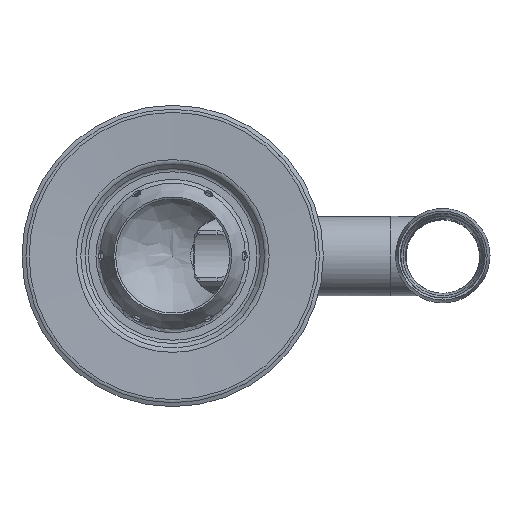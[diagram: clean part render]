
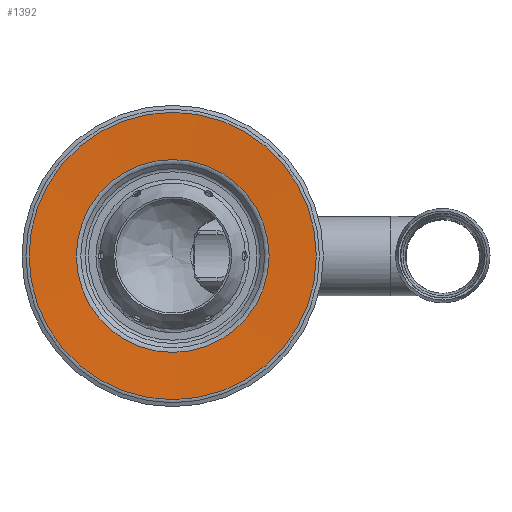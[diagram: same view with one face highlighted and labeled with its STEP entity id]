
A CAD part, top view. The second image highlights one B-rep face of the part: STEP entity #1392.
In plain terms, the highlighted conical face has half-angle 87.638 degrees and reference radius 800.04 mm.
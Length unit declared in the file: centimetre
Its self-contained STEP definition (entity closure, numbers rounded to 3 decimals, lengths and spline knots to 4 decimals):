
#48=CONICAL_SURFACE('',#1528,80.004,1.53);
#105=CIRCLE('',#1525,95.7534);
#107=CIRCLE('',#1527,95.7534);
#108=CIRCLE('',#1529,64.2547);
#109=CIRCLE('',#1530,64.2547);
#261=LINE('',#3332,#311);
#311=VECTOR('',#1838,80.004);
#379=FACE_OUTER_BOUND('',#453,.T.);
#453=EDGE_LOOP('',(#1139,#1140,#1141,#1142,#1143,#1144));
#601=VERTEX_POINT('',#3325);
#602=VERTEX_POINT('',#3326);
#603=VERTEX_POINT('',#3331);
#604=VERTEX_POINT('',#3333);
#789=EDGE_CURVE('',#601,#602,#105,.T.);
#791=EDGE_CURVE('',#602,#601,#107,.T.);
#792=EDGE_CURVE('',#602,#603,#261,.T.);
#793=EDGE_CURVE('',#604,#603,#108,.T.);
#794=EDGE_CURVE('',#603,#604,#109,.T.);
#1139=ORIENTED_EDGE('',*,*,#789,.T.);
#1140=ORIENTED_EDGE('',*,*,#792,.T.);
#1141=ORIENTED_EDGE('',*,*,#793,.F.);
#1142=ORIENTED_EDGE('',*,*,#794,.F.);
#1143=ORIENTED_EDGE('',*,*,#792,.F.);
#1144=ORIENTED_EDGE('',*,*,#791,.T.);
#1392=ADVANCED_FACE('',(#379),#48,.F.);
#1525=AXIS2_PLACEMENT_3D('',#3327,#1830,#1831);
#1527=AXIS2_PLACEMENT_3D('',#3329,#1834,#1835);
#1528=AXIS2_PLACEMENT_3D('',#3330,#1836,#1837);
#1529=AXIS2_PLACEMENT_3D('',#3334,#1839,#1840);
#1530=AXIS2_PLACEMENT_3D('',#3335,#1841,#1842);
#1830=DIRECTION('center_axis',(0.,0.,1.));
#1831=DIRECTION('ref_axis',(1.,0.,0.));
#1834=DIRECTION('center_axis',(0.,0.,1.));
#1835=DIRECTION('ref_axis',(1.,0.,0.));
#1836=DIRECTION('center_axis',(0.,0.,1.));
#1837=DIRECTION('ref_axis',(-1.,0.,0.));
#1838=DIRECTION('',(-0.999,0.,-0.041));
#1839=DIRECTION('center_axis',(0.,0.,1.));
#1840=DIRECTION('ref_axis',(1.,0.,0.));
#1841=DIRECTION('center_axis',(0.,0.,1.));
#1842=DIRECTION('ref_axis',(1.,0.,0.));
#3325=CARTESIAN_POINT('',(-485.7894,391.5341,112.297));
#3326=CARTESIAN_POINT('',(-390.036,295.7807,112.297));
#3327=CARTESIAN_POINT('Origin',(-485.7894,295.7807,112.297));
#3329=CARTESIAN_POINT('Origin',(-485.7894,295.7807,112.297));
#3330=CARTESIAN_POINT('Origin',(-485.7894,295.7807,111.6473));
#3331=CARTESIAN_POINT('',(-421.5347,295.7807,110.9975));
#3332=CARTESIAN_POINT('',(-405.7853,295.7807,111.6473));
#3333=CARTESIAN_POINT('',(-485.7894,360.0354,110.9975));
#3334=CARTESIAN_POINT('Origin',(-485.7894,295.7807,110.9975));
#3335=CARTESIAN_POINT('Origin',(-485.7894,295.7807,110.9975));
